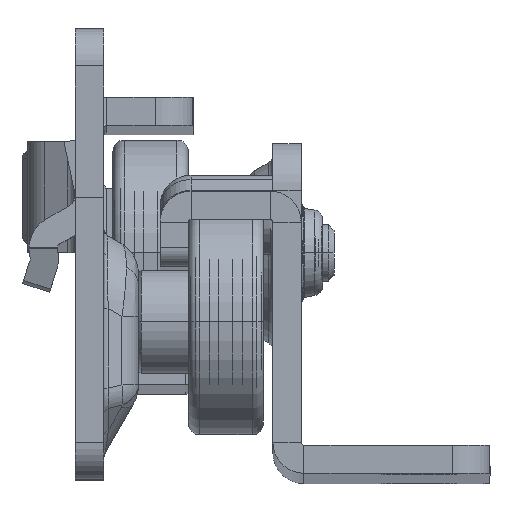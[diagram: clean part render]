
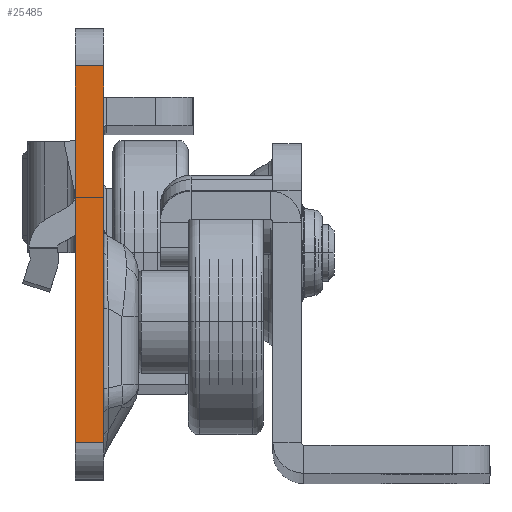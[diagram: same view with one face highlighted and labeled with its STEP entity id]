
A CAD part, top view. The second image highlights one B-rep face of the part: STEP entity #25485.
In plain terms, the highlighted planar face has unit normal (0, 0, 1).
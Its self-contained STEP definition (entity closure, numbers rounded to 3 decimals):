
#56 = LINE ( 'NONE', #8727, #27007 ) ;
#349 = LINE ( 'NONE', #11001, #27403 ) ;
#463 = VECTOR ( 'NONE', #7178, 1000. ) ;
#1934 = LINE ( 'NONE', #14676, #17192 ) ;
#2357 = CARTESIAN_POINT ( 'NONE',  ( -122.719, -21.7, 0. ) ) ;
#3108 = FACE_OUTER_BOUND ( 'NONE', #8477, .T. ) ;
#3553 = VERTEX_POINT ( 'NONE', #26254 ) ;
#4231 = DIRECTION ( 'NONE',  ( 0., -1., 0. ) ) ;
#4409 = ORIENTED_EDGE ( 'NONE', *, *, #13199, .F. ) ;
#5697 = DIRECTION ( 'NONE',  ( 1., 0., 0. ) ) ;
#6314 = EDGE_CURVE ( 'NONE', #3553, #27785, #56, .T. ) ;
#7178 = DIRECTION ( 'NONE',  ( 1., 0., 0. ) ) ;
#7796 = PLANE ( 'NONE',  #18128 ) ;
#8477 = EDGE_LOOP ( 'NONE', ( #26850, #4409, #23563, #22141 ) ) ;
#8651 = VERTEX_POINT ( 'NONE', #12738 ) ;
#8727 = CARTESIAN_POINT ( 'NONE',  ( -3., -29.094, 0. ) ) ;
#10338 = EDGE_CURVE ( 'NONE', #27785, #19696, #13811, .T. ) ;
#11001 = CARTESIAN_POINT ( 'NONE',  ( -3., 18.3, 0. ) ) ;
#12738 = CARTESIAN_POINT ( 'NONE',  ( 0., 18.3, 0. ) ) ;
#13199 = EDGE_CURVE ( 'NONE', #3553, #8651, #349, .T. ) ;
#13811 = LINE ( 'NONE', #2357, #463 ) ;
#14676 = CARTESIAN_POINT ( 'NONE',  ( 0., -29.094, 0. ) ) ;
#15206 = DIRECTION ( 'NONE',  ( 0., -1., 0. ) ) ;
#16419 = DIRECTION ( 'NONE',  ( 0., 0., 1. ) ) ;
#17192 = VECTOR ( 'NONE', #4231, 1000. ) ;
#18128 = AXIS2_PLACEMENT_3D ( 'NONE', #22944, #16419, #5697 ) ;
#18885 = EDGE_CURVE ( 'NONE', #8651, #19696, #1934, .T. ) ;
#19696 = VERTEX_POINT ( 'NONE', #22662 ) ;
#22141 = ORIENTED_EDGE ( 'NONE', *, *, #10338, .T. ) ;
#22150 = DIRECTION ( 'NONE',  ( 1., 0., 0. ) ) ;
#22662 = CARTESIAN_POINT ( 'NONE',  ( 0., -21.7, 0. ) ) ;
#22944 = CARTESIAN_POINT ( 'NONE',  ( -3., -29.094, 0. ) ) ;
#23413 = CARTESIAN_POINT ( 'NONE',  ( -3., -21.7, 0. ) ) ;
#23563 = ORIENTED_EDGE ( 'NONE', *, *, #6314, .T. ) ;
#25485 = ADVANCED_FACE ( 'NONE', ( #3108 ), #7796, .T. ) ;
#26254 = CARTESIAN_POINT ( 'NONE',  ( -3., 18.3, 0. ) ) ;
#26850 = ORIENTED_EDGE ( 'NONE', *, *, #18885, .F. ) ;
#27007 = VECTOR ( 'NONE', #15206, 1000. ) ;
#27403 = VECTOR ( 'NONE', #22150, 1000. ) ;
#27785 = VERTEX_POINT ( 'NONE', #23413 ) ;
